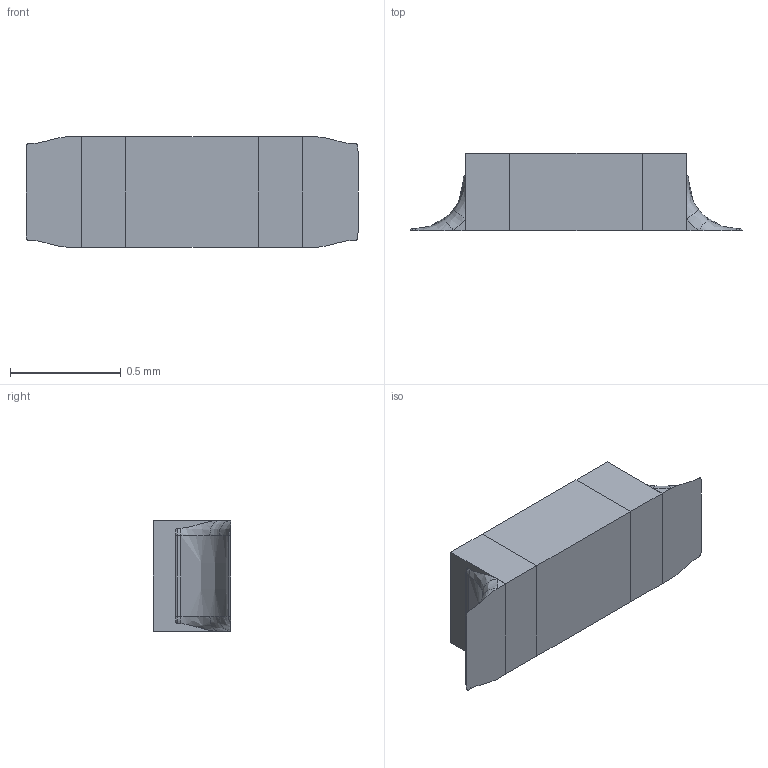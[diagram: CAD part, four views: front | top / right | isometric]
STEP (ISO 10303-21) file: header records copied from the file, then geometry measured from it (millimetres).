
FILE_DESCRIPTION(/* description */ (''),/* implementation_level */ '2;1');
FILE_NAME(/* name */ 'Resistor 0402.step',/* time_stamp */ '2019-07-19T17:01:30-07:00',/* author */ (''),/* organization */ (''),/* preprocessor_version */ 'ST-DEVELOPER v18',/* originating_system */ 'Autodesk Translation Framework v8.2.0.1029',/* authorisation */ '');
FILE_SCHEMA (('AUTOMOTIVE_DESIGN { 1 0 10303 214 3 1 1 }'));
Length unit declared in the file: millimetre
Products named in the file (1): 0402 Resistor
Bounding box: 1.5 x 0.35 x 0.5 mm (x, y, z)
Volume: 0.2 mm3; surface area: 3.7 mm2
Topology: 9 solids, 9 shells, 150 faces, 372 edges, 240 vertices
Faces by surface type: bspline 88, plane 58, cylinder 4
Entity records: 5858 total; most frequent: CARTESIAN_POINT 2887, ORIENTED_EDGE 744, EDGE_CURVE 372, DIRECTION 310, VERTEX_POINT 240, B_SPLINE_CURVE_WITH_KNOTS 196, LINE 168, VECTOR 168
